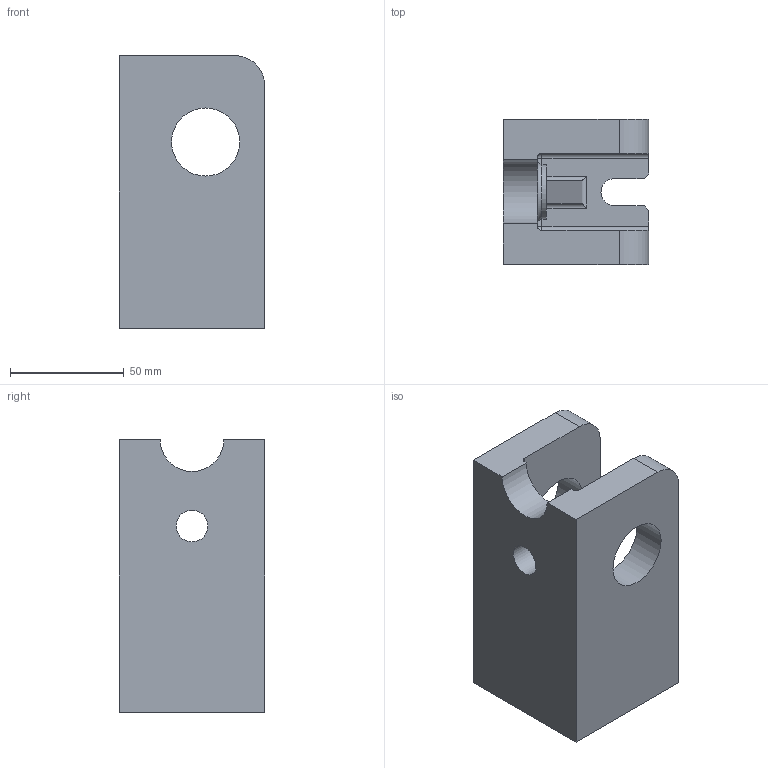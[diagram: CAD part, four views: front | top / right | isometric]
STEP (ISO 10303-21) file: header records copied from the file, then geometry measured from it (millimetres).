
FILE_DESCRIPTION(/* description */ (''),/* implementation_level */ '2;1');
FILE_NAME(/* name */ 'Part 046.stp',/* time_stamp */ '2015-02-21T15:53:01+02:00',/* author */ ('SFC'),/* organization */ (''),/* preprocessor_version */ 'ST-DEVELOPER v15.2',/* originating_system */ 'Autodesk Inventor 2014',/* authorisation */ '');
FILE_SCHEMA (('AUTOMOTIVE_DESIGN { 1 0 10303 214 3 1 1 }'));
Length unit declared in the file: millimetre
Products named in the file (1): Part 046
Bounding box: 64 x 64 x 120 mm (x, y, z)
Volume: 292041.1 mm3; surface area: 50017 mm2
Topology: 1 solids, 1 shells, 45 faces, 117 edges, 74 vertices
Faces by surface type: cylinder 20, plane 20, sphere 4, torus 1
Full cylindrical faces by diameter (mm): 14 x1, 30 x2
Entity records: 1417 total; most frequent: CARTESIAN_POINT 256, DIRECTION 241, ORIENTED_EDGE 224, EDGE_CURVE 112, AXIS2_PLACEMENT_3D 85, VERTEX_POINT 72, LINE 71, VECTOR 71
